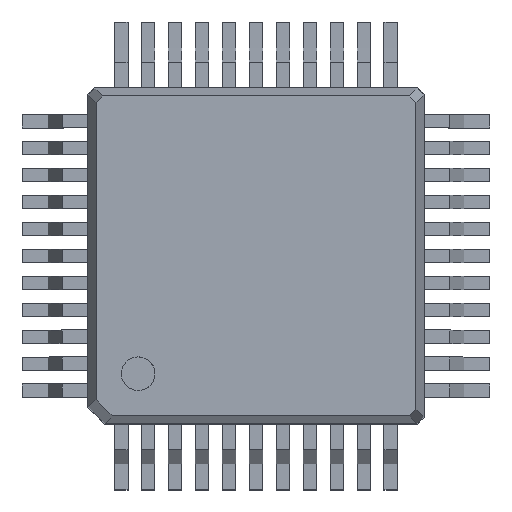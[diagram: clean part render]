
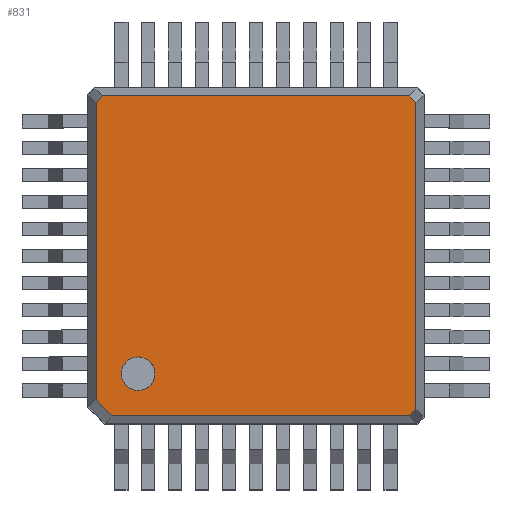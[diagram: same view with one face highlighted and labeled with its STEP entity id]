
A CAD part, top view. The second image highlights one B-rep face of the part: STEP entity #831.
In plain terms, the highlighted free-form (B-spline) face has degree [1, 1] with [2, 2] control points.
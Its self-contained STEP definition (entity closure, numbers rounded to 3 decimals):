
#660 = VERTEX_POINT('',#661);
#661 = CARTESIAN_POINT('',(-4.75,-4.275,2.3));
#668 = VERTEX_POINT('',#669);
#669 = CARTESIAN_POINT('',(-4.75,4.56,2.3));
#674 = EDGE_CURVE('',#660,#668,#675,.T.);
#675 = B_SPLINE_CURVE_WITH_KNOTS('',1,(#676,#677),.UNSPECIFIED.,.F.,.F.,
  (2,2),(0.,9.3),.PIECEWISE_BEZIER_KNOTS.);
#676 = CARTESIAN_POINT('',(-4.75,-4.275,2.3));
#677 = CARTESIAN_POINT('',(-4.75,4.56,2.3));
#690 = VERTEX_POINT('',#691);
#691 = CARTESIAN_POINT('',(-4.56,4.75,2.3));
#696 = EDGE_CURVE('',#668,#690,#697,.T.);
#697 = B_SPLINE_CURVE_WITH_KNOTS('',1,(#698,#699),.UNSPECIFIED.,.F.,.F.,
  (2,2),(2.,3.),.PIECEWISE_BEZIER_KNOTS.);
#698 = CARTESIAN_POINT('',(-4.75,4.56,2.3));
#699 = CARTESIAN_POINT('',(-4.56,4.75,2.3));
#712 = VERTEX_POINT('',#713);
#713 = CARTESIAN_POINT('',(4.56,4.75,2.3));
#718 = EDGE_CURVE('',#690,#712,#719,.T.);
#719 = B_SPLINE_CURVE_WITH_KNOTS('',1,(#720,#721),.UNSPECIFIED.,.F.,.F.,
  (2,2),(0.,9.6),.PIECEWISE_BEZIER_KNOTS.);
#720 = CARTESIAN_POINT('',(-4.56,4.75,2.3));
#721 = CARTESIAN_POINT('',(4.56,4.75,2.3));
#734 = VERTEX_POINT('',#735);
#735 = CARTESIAN_POINT('',(4.75,4.56,2.3));
#740 = EDGE_CURVE('',#712,#734,#741,.T.);
#741 = B_SPLINE_CURVE_WITH_KNOTS('',1,(#742,#743),.UNSPECIFIED.,.F.,.F.,
  (2,2),(4.,5.),.PIECEWISE_BEZIER_KNOTS.);
#742 = CARTESIAN_POINT('',(4.56,4.75,2.3));
#743 = CARTESIAN_POINT('',(4.75,4.56,2.3));
#756 = VERTEX_POINT('',#757);
#757 = CARTESIAN_POINT('',(4.75,-4.56,2.3));
#762 = EDGE_CURVE('',#734,#756,#763,.T.);
#763 = B_SPLINE_CURVE_WITH_KNOTS('',1,(#764,#765),.UNSPECIFIED.,.F.,.F.,
  (2,2),(0.,9.6),.PIECEWISE_BEZIER_KNOTS.);
#764 = CARTESIAN_POINT('',(4.75,4.56,2.3));
#765 = CARTESIAN_POINT('',(4.75,-4.56,2.3));
#778 = VERTEX_POINT('',#779);
#779 = CARTESIAN_POINT('',(4.56,-4.75,2.3));
#784 = EDGE_CURVE('',#756,#778,#785,.T.);
#785 = B_SPLINE_CURVE_WITH_KNOTS('',1,(#786,#787),.UNSPECIFIED.,.F.,.F.,
  (2,2),(0.,0.283),.PIECEWISE_BEZIER_KNOTS.);
#786 = CARTESIAN_POINT('',(4.75,-4.56,2.3));
#787 = CARTESIAN_POINT('',(4.56,-4.75,2.3));
#800 = VERTEX_POINT('',#801);
#801 = CARTESIAN_POINT('',(-4.275,-4.75,2.3));
#806 = EDGE_CURVE('',#778,#800,#807,.T.);
#807 = B_SPLINE_CURVE_WITH_KNOTS('',1,(#808,#809),.UNSPECIFIED.,.F.,.F.,
  (2,2),(0.,9.3),.PIECEWISE_BEZIER_KNOTS.);
#808 = CARTESIAN_POINT('',(4.56,-4.75,2.3));
#809 = CARTESIAN_POINT('',(-4.275,-4.75,2.3));
#822 = EDGE_CURVE('',#800,#660,#823,.T.);
#823 = B_SPLINE_CURVE_WITH_KNOTS('',1,(#824,#825),.UNSPECIFIED.,.F.,.F.,
  (2,2),(0.,1.),.PIECEWISE_BEZIER_KNOTS.);
#824 = CARTESIAN_POINT('',(-4.275,-4.75,2.3));
#825 = CARTESIAN_POINT('',(-4.75,-4.275,2.3));
#831 = ADVANCED_FACE('',(#832,#842),#917,.F.);
#832 = FACE_BOUND('',#833,.F.);
#833 = EDGE_LOOP('',(#834,#835,#836,#837,#838,#839,#840,#841));
#834 = ORIENTED_EDGE('',*,*,#822,.T.);
#835 = ORIENTED_EDGE('',*,*,#674,.T.);
#836 = ORIENTED_EDGE('',*,*,#696,.T.);
#837 = ORIENTED_EDGE('',*,*,#718,.T.);
#838 = ORIENTED_EDGE('',*,*,#740,.T.);
#839 = ORIENTED_EDGE('',*,*,#762,.T.);
#840 = ORIENTED_EDGE('',*,*,#784,.T.);
#841 = ORIENTED_EDGE('',*,*,#806,.T.);
#842 = FACE_BOUND('',#843,.F.);
#843 = EDGE_LOOP('',(#844,#907));
#844 = ORIENTED_EDGE('',*,*,#845,.T.);
#845 = EDGE_CURVE('',#846,#848,#850,.T.);
#846 = VERTEX_POINT('',#847);
#847 = CARTESIAN_POINT('',(-3.,-3.5,2.3));
#848 = VERTEX_POINT('',#849);
#849 = CARTESIAN_POINT('',(-3.008,-3.586,2.3));
#850 = B_SPLINE_CURVE_WITH_KNOTS('',7,(#851,#852,#853,#854,#855,#856,
    #857,#858,#859,#860,#861,#862,#863,#864,#865,#866,#867,#868,#869,
    #870,#871,#872,#873,#874,#875,#876,#877,#878,#879,#880,#881,#882,
    #883,#884,#885,#886,#887,#888,#889,#890,#891,#892,#893,#894,#895,
    #896,#897,#898,#899,#900,#901,#902,#903,#904,#905,#906),
  .UNSPECIFIED.,.F.,.F.,(8,6,6,6,6,6,6,6,6,8),(0.,0.079,
    0.179,0.262,0.34,0.426,
    0.52,0.606,0.773,1.),.UNSPECIFIED.);
#851 = CARTESIAN_POINT('',(-3.,-3.5,2.3));
#852 = CARTESIAN_POINT('',(-3.,-3.466,2.3));
#853 = CARTESIAN_POINT('',(-3.003,-3.431,2.3));
#854 = CARTESIAN_POINT('',(-3.008,-3.397,2.3));
#855 = CARTESIAN_POINT('',(-3.016,-3.364,2.3));
#856 = CARTESIAN_POINT('',(-3.027,-3.331,2.3));
#857 = CARTESIAN_POINT('',(-3.041,-3.299,2.3));
#858 = CARTESIAN_POINT('',(-3.077,-3.23,2.3));
#859 = CARTESIAN_POINT('',(-3.101,-3.193,2.3));
#860 = CARTESIAN_POINT('',(-3.129,-3.159,2.3));
#861 = CARTESIAN_POINT('',(-3.161,-3.127,2.3));
#862 = CARTESIAN_POINT('',(-3.195,-3.1,2.3));
#863 = CARTESIAN_POINT('',(-3.232,-3.075,2.3));
#864 = CARTESIAN_POINT('',(-3.303,-3.039,2.3));
#865 = CARTESIAN_POINT('',(-3.337,-3.025,2.3));
#866 = CARTESIAN_POINT('',(-3.372,-3.014,2.3));
#867 = CARTESIAN_POINT('',(-3.408,-3.006,2.3));
#868 = CARTESIAN_POINT('',(-3.444,-3.001,2.3));
#869 = CARTESIAN_POINT('',(-3.48,-2.999,2.3));
#870 = CARTESIAN_POINT('',(-3.55,-3.001,2.3));
#871 = CARTESIAN_POINT('',(-3.584,-3.005,2.3));
#872 = CARTESIAN_POINT('',(-3.617,-3.012,2.3));
#873 = CARTESIAN_POINT('',(-3.65,-3.021,2.3));
#874 = CARTESIAN_POINT('',(-3.682,-3.032,2.3));
#875 = CARTESIAN_POINT('',(-3.713,-3.046,2.3));
#876 = CARTESIAN_POINT('',(-3.775,-3.081,2.3));
#877 = CARTESIAN_POINT('',(-3.807,-3.102,2.3));
#878 = CARTESIAN_POINT('',(-3.836,-3.126,2.3));
#879 = CARTESIAN_POINT('',(-3.863,-3.152,2.3));
#880 = CARTESIAN_POINT('',(-3.888,-3.181,2.3));
#881 = CARTESIAN_POINT('',(-3.91,-3.212,2.3));
#882 = CARTESIAN_POINT('',(-3.951,-3.279,2.3));
#883 = CARTESIAN_POINT('',(-3.968,-3.317,2.3));
#884 = CARTESIAN_POINT('',(-3.982,-3.355,2.3));
#885 = CARTESIAN_POINT('',(-3.992,-3.396,2.3));
#886 = CARTESIAN_POINT('',(-3.999,-3.436,2.3));
#887 = CARTESIAN_POINT('',(-4.001,-3.478,2.3));
#888 = CARTESIAN_POINT('',(-3.998,-3.556,2.3));
#889 = CARTESIAN_POINT('',(-3.994,-3.593,2.3));
#890 = CARTESIAN_POINT('',(-3.986,-3.629,2.3));
#891 = CARTESIAN_POINT('',(-3.975,-3.665,2.3));
#892 = CARTESIAN_POINT('',(-3.961,-3.7,2.3));
#893 = CARTESIAN_POINT('',(-3.944,-3.733,2.3));
#894 = CARTESIAN_POINT('',(-3.886,-3.827,2.3));
#895 = CARTESIAN_POINT('',(-3.836,-3.882,2.3));
#896 = CARTESIAN_POINT('',(-3.778,-3.929,2.3));
#897 = CARTESIAN_POINT('',(-3.712,-3.965,2.3));
#898 = CARTESIAN_POINT('',(-3.641,-3.989,2.3));
#899 = CARTESIAN_POINT('',(-3.568,-4.001,2.3));
#900 = CARTESIAN_POINT('',(-3.396,-3.999,2.3));
#901 = CARTESIAN_POINT('',(-3.297,-3.975,2.3));
#902 = CARTESIAN_POINT('',(-3.205,-3.928,2.3));
#903 = CARTESIAN_POINT('',(-3.126,-3.861,2.3));
#904 = CARTESIAN_POINT('',(-3.064,-3.778,2.3));
#905 = CARTESIAN_POINT('',(-3.025,-3.684,2.3));
#906 = CARTESIAN_POINT('',(-3.008,-3.586,2.3));
#907 = ORIENTED_EDGE('',*,*,#908,.T.);
#908 = EDGE_CURVE('',#848,#846,#909,.T.);
#909 = B_SPLINE_CURVE_WITH_KNOTS('',6,(#910,#911,#912,#913,#914,#915,
    #916),.UNSPECIFIED.,.F.,.F.,(7,7),(0.,1.),.PIECEWISE_BEZIER_KNOTS.);
#910 = CARTESIAN_POINT('',(-3.008,-3.586,2.3));
#911 = CARTESIAN_POINT('',(-3.005,-3.572,2.3));
#912 = CARTESIAN_POINT('',(-3.003,-3.558,2.3));
#913 = CARTESIAN_POINT('',(-3.002,-3.543,2.3));
#914 = CARTESIAN_POINT('',(-3.001,-3.529,2.3));
#915 = CARTESIAN_POINT('',(-3.,-3.514,2.3));
#916 = CARTESIAN_POINT('',(-3.,-3.5,2.3));
#917 = B_SPLINE_SURFACE_WITH_KNOTS('',1,1,(
    (#918,#919)
    ,(#920,#921
    )),.UNSPECIFIED.,.F.,.F.,.F.,(2,2),(2,2),(-4.977,
    5.023),(-5.023,4.977),
  .PIECEWISE_BEZIER_KNOTS.);
#918 = CARTESIAN_POINT('',(4.75,-4.75,2.3));
#919 = CARTESIAN_POINT('',(4.75,4.75,2.3));
#920 = CARTESIAN_POINT('',(-4.75,-4.75,2.3));
#921 = CARTESIAN_POINT('',(-4.75,4.75,2.3));
